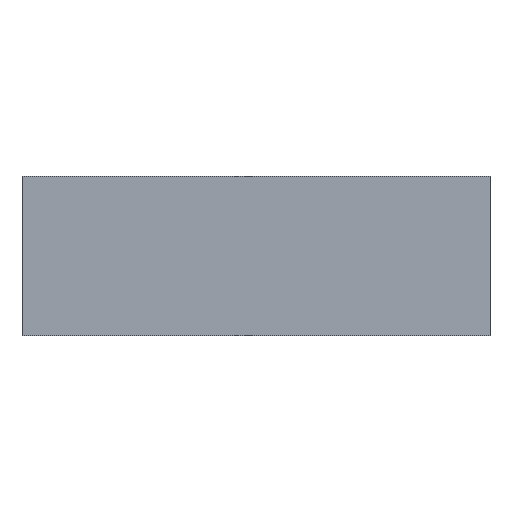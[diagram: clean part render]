
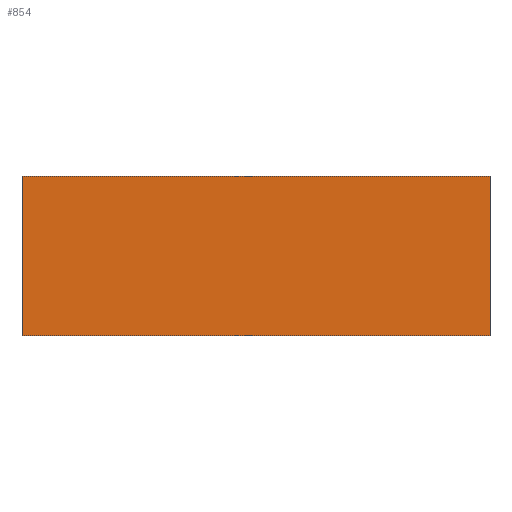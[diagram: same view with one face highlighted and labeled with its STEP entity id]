
A CAD part, front view. The second image highlights one B-rep face of the part: STEP entity #854.
In plain terms, the highlighted planar face has unit normal (0, -1, 0).
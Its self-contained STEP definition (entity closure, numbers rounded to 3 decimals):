
#46 = LINE ( 'NONE', #152, #796 ) ;
#78 = EDGE_CURVE ( 'NONE', #882, #660, #863, .T. ) ;
#126 = VERTEX_POINT ( 'NONE', #776 ) ;
#127 = EDGE_LOOP ( 'NONE', ( #429, #375, #895, #939 ) ) ;
#152 = CARTESIAN_POINT ( 'NONE',  ( -1., -1.5, 0. ) ) ;
#176 = CARTESIAN_POINT ( 'NONE',  ( 8.4, -1.5, -2. ) ) ;
#286 = CARTESIAN_POINT ( 'NONE',  ( 8.4, -1.5, 0. ) ) ;
#326 = LINE ( 'NONE', #176, #695 ) ;
#345 = DIRECTION ( 'NONE',  ( 0., 0., 1. ) ) ;
#375 = ORIENTED_EDGE ( 'NONE', *, *, #439, .F. ) ;
#392 = CARTESIAN_POINT ( 'NONE',  ( 0., -1.5, 1.2 ) ) ;
#421 = CARTESIAN_POINT ( 'NONE',  ( 0., -1.5, 0. ) ) ;
#429 = ORIENTED_EDGE ( 'NONE', *, *, #78, .F. ) ;
#439 = EDGE_CURVE ( 'NONE', #126, #882, #46, .T. ) ;
#449 = DIRECTION ( 'NONE',  ( 0., 0., 1. ) ) ;
#454 = EDGE_CURVE ( 'NONE', #830, #660, #630, .T. ) ;
#507 = DIRECTION ( 'NONE',  ( -1., 0., 0. ) ) ;
#542 = VECTOR ( 'NONE', #580, 1000. ) ;
#580 = DIRECTION ( 'NONE',  ( 1., 0., 0. ) ) ;
#587 = EDGE_CURVE ( 'NONE', #830, #126, #326, .T. ) ;
#630 = LINE ( 'NONE', #286, #827 ) ;
#632 = CARTESIAN_POINT ( 'NONE',  ( 8.4, -1.5, -2. ) ) ;
#646 = FACE_OUTER_BOUND ( 'NONE', #127, .T. ) ;
#660 = VERTEX_POINT ( 'NONE', #841 ) ;
#673 = PLANE ( 'NONE',  #821 ) ;
#683 = DIRECTION ( 'NONE',  ( 0., -1., 0. ) ) ;
#690 = DIRECTION ( 'NONE',  ( 1., 0., 0. ) ) ;
#695 = VECTOR ( 'NONE', #507, 1000. ) ;
#742 = CARTESIAN_POINT ( 'NONE',  ( -1., -1.5, 1.2 ) ) ;
#776 = CARTESIAN_POINT ( 'NONE',  ( -1., -1.5, -2. ) ) ;
#796 = VECTOR ( 'NONE', #345, 1000. ) ;
#821 = AXIS2_PLACEMENT_3D ( 'NONE', #421, #683, #690 ) ;
#827 = VECTOR ( 'NONE', #449, 1000. ) ;
#830 = VERTEX_POINT ( 'NONE', #632 ) ;
#841 = CARTESIAN_POINT ( 'NONE',  ( 8.4, -1.5, 1.2 ) ) ;
#854 = ADVANCED_FACE ( 'NONE', ( #646 ), #673, .T. ) ;
#863 = LINE ( 'NONE', #392, #542 ) ;
#882 = VERTEX_POINT ( 'NONE', #742 ) ;
#895 = ORIENTED_EDGE ( 'NONE', *, *, #587, .F. ) ;
#939 = ORIENTED_EDGE ( 'NONE', *, *, #454, .T. ) ;
